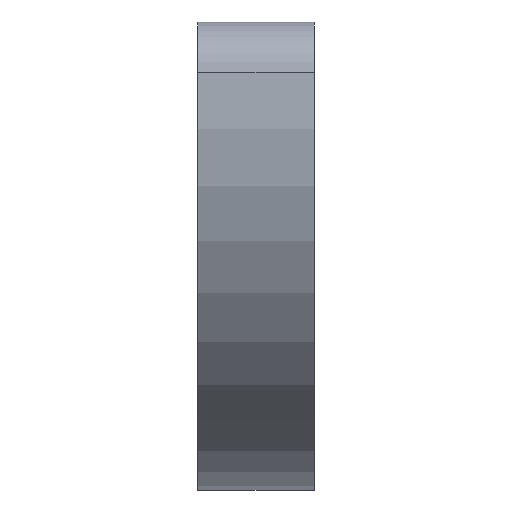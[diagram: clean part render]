
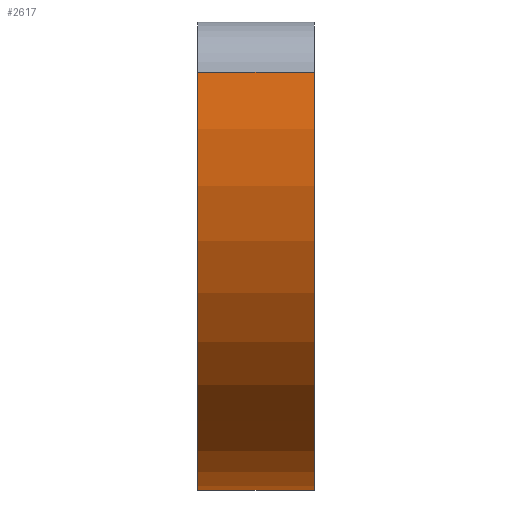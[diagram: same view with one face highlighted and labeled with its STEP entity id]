
A CAD part, left-side view. The second image highlights one B-rep face of the part: STEP entity #2617.
In plain terms, the highlighted cylindrical face has radius 31.5 mm (diameter 63 mm), a partial arc.
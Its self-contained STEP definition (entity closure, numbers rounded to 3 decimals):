
#135=FACE_OUTER_BOUND('',#277,.T.);
#277=EDGE_LOOP('',(#1839,#1840,#1841,#1842));
#460=LINE('',#4229,#676);
#461=LINE('',#4231,#677);
#676=VECTOR('',#3295,10.);
#677=VECTOR('',#3298,10.);
#897=CIRCLE('',#2824,31.5);
#903=CIRCLE('',#2831,31.5);
#1127=VERTEX_POINT('',#4208);
#1128=VERTEX_POINT('',#4210);
#1132=VERTEX_POINT('',#4220);
#1133=VERTEX_POINT('',#4222);
#1404=EDGE_CURVE('',#1127,#1128,#897,.T.);
#1410=EDGE_CURVE('',#1132,#1133,#903,.T.);
#1414=EDGE_CURVE('',#1132,#1128,#460,.T.);
#1415=EDGE_CURVE('',#1133,#1127,#461,.T.);
#1839=ORIENTED_EDGE('',*,*,#1415,.F.);
#1840=ORIENTED_EDGE('',*,*,#1410,.F.);
#1841=ORIENTED_EDGE('',*,*,#1414,.T.);
#1842=ORIENTED_EDGE('',*,*,#1404,.F.);
#2543=CYLINDRICAL_SURFACE('',#2835,31.5);
#2617=ADVANCED_FACE('',(#135),#2543,.T.);
#2824=AXIS2_PLACEMENT_3D('',#4211,#3271,#3272);
#2831=AXIS2_PLACEMENT_3D('',#4223,#3285,#3286);
#2835=AXIS2_PLACEMENT_3D('',#4230,#3296,#3297);
#3271=DIRECTION('center_axis',(0.,-1.,0.));
#3272=DIRECTION('ref_axis',(0.,0.,1.));
#3285=DIRECTION('center_axis',(0.,1.,0.));
#3286=DIRECTION('ref_axis',(0.,0.,1.));
#3295=DIRECTION('',(0.,-1.,0.));
#3296=DIRECTION('center_axis',(0.,1.,0.));
#3297=DIRECTION('ref_axis',(0.,0.,1.));
#3298=DIRECTION('',(0.,-1.,0.));
#4208=CARTESIAN_POINT('',(-31.193,-5.,4.385));
#4210=CARTESIAN_POINT('',(0.,-5.,-31.5));
#4211=CARTESIAN_POINT('Origin',(0.,-5.,0.));
#4220=CARTESIAN_POINT('',(0.,5.,-31.5));
#4222=CARTESIAN_POINT('',(-31.193,5.,4.385));
#4223=CARTESIAN_POINT('Origin',(0.,5.,0.));
#4229=CARTESIAN_POINT('',(0.,0.,-31.5));
#4230=CARTESIAN_POINT('Origin',(0.,0.,0.));
#4231=CARTESIAN_POINT('',(-31.193,0.,4.385));
